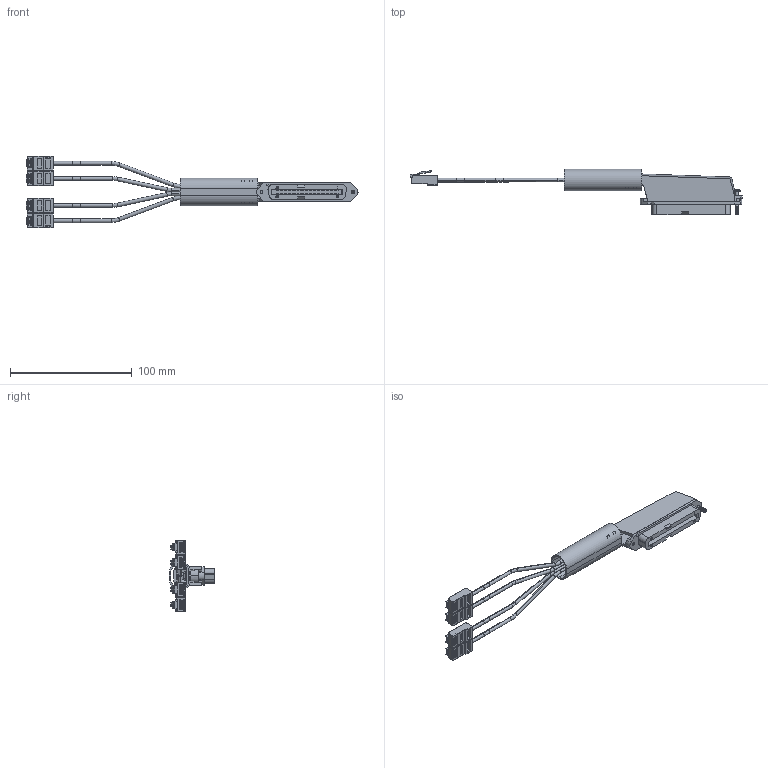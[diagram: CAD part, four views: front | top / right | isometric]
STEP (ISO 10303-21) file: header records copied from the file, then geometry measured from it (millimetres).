
FILE_DESCRIPTION (( 'STEP AP203' ), '1' );
FILE_NAME ('TDC50F88.STEP', '2013-06-10T13:42:05', ( 'x' ), ( '' ), 'SwSTEP 2.0', 'SolidWorks 2012', '' );
FILE_SCHEMA (( 'CONFIG_CONTROL_DESIGN' ));
Length unit declared in the file: inch
Products named in the file (13): TDC50F88; 3AB02-012; 3AB02-013-MA2; 3AB02-013-MA1_no aligning hole; TDC50 NUMBER BAND; TDC50 SHRINK TUBE_1.1" OVAL; TDC50 SWEEP 1; TDC50 SWEEP 2; 3AA16-009_50P FEMALE; 3AA16-009-MA4; 3AA16-009-MA2___; 1AA01-037-MA2___; 3AA16-009-MA1___
Assembly tree (27 placements, depth 3):
  TDC50F88
    3AA16-009_50P FEMALE
      3AA16-009-MA1___
      1AA01-037-MA2___
      3AA16-009-MA2___
      3AA16-009-MA4
    TDC50 SWEEP 2  x2
    TDC50 SWEEP 1  x2
    TDC50 SHRINK TUBE_1.1" OVAL
    TDC50 NUMBER BAND  x4
    3AB02-012  x4
      3AB02-013-MA1_no aligning hole
      3AB02-013-MA2
Bounding box: 272.34 x 37.25 x 58.93 mm (x, y, z)
Volume: 35188.2 mm3; surface area: 39281.8 mm2
Topology: 49 solids, 49 shells, 2215 faces, 6267 edges, 4099 vertices
Faces by surface type: plane 1455, cylinder 635, bspline 56, sphere 36, torus 30, cone 3
Entity records: 36223 total; most frequent: CARTESIAN_POINT 10226, ORIENTED_EDGE 5206, DIRECTION 4853, EDGE_CURVE 2603, VECTOR 1775, LINE 1775, VERTEX_POINT 1713, AXIS2_PLACEMENT_3D 1539
